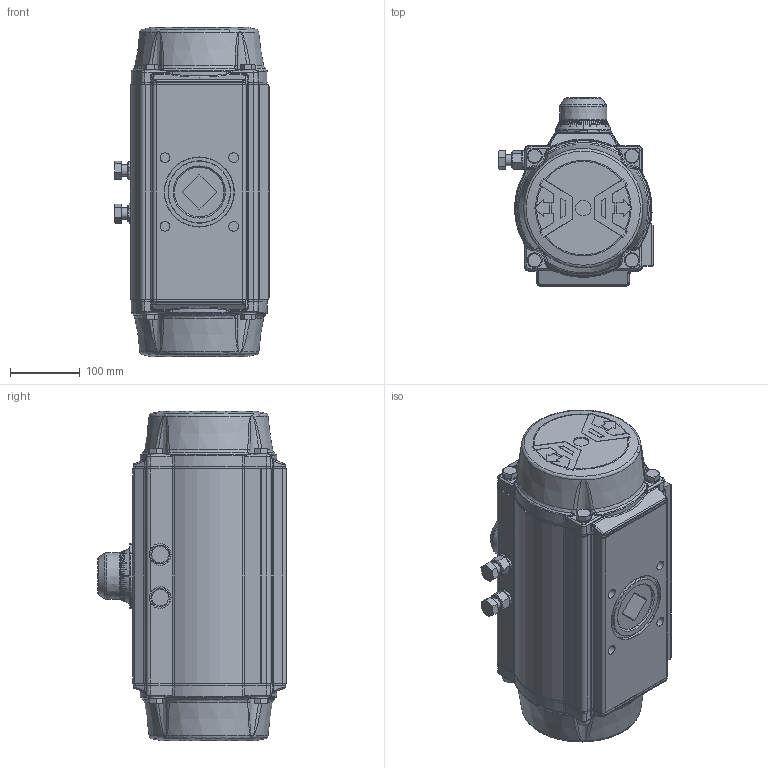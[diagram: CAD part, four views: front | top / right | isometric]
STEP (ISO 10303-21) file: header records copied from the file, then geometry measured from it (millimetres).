
FILE_DESCRIPTION(/* description */ (''),/* implementation_level */ '2;1');
FILE_NAME(/* name */ 'AT551U.stp',/* time_stamp */ '2019-11-15T11:19:01+01:00',/* author */ ('A8711351'),/* organization */ (''),/* preprocessor_version */ 'ST-DEVELOPER v18',/* originating_system */ 'Autodesk Inventor 2020',/* authorisation */ '');
FILE_SCHEMA (('AUTOMOTIVE_DESIGN { 1 0 10303 214 3 1 1 }'));
Length unit declared in the file: millimetre
Products named in the file (1): AT551U
Bounding box: 223 x 270.5 x 474 mm (x, y, z)
Volume: 16323239 mm3; surface area: 439722.9 mm2
Topology: 2 solids, 2 shells, 1444 faces, 3684 edges, 2252 vertices
Faces by surface type: plane 645, bspline 306, cone 243, cylinder 162, torus 86, sphere 2
Full cylindrical faces by diameter (mm): 4.134 x4, 6 x1, 11.445 x2, 14 x4, 16 x2, 21.8 x8, 22.5 x2, 27 x2, 71 x1, 90 x1, 100 x1
Entity records: 57803 total; most frequent: CARTESIAN_POINT 24497, ORIENTED_EDGE 7306, DIRECTION 6636, EDGE_CURVE 3653, AXIS2_PLACEMENT_3D 2533, VERTEX_POINT 2252, LINE 1570, VECTOR 1570
